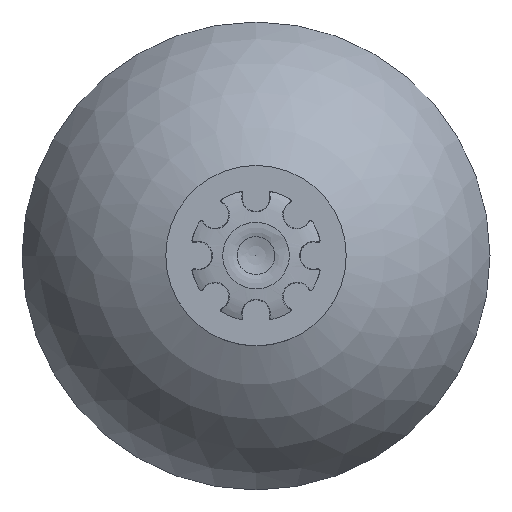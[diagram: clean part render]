
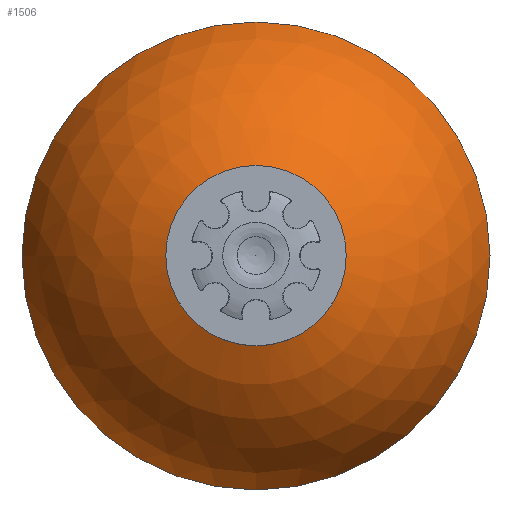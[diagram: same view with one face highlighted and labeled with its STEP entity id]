
A CAD part, top view. The second image highlights one B-rep face of the part: STEP entity #1506.
In plain terms, the highlighted spherical face has radius 13.229 mm.
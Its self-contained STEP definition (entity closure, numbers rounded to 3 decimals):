
#189=SPHERICAL_SURFACE('',#1655,13.229);
#252=FACE_OUTER_BOUND('',#343,.T.);
#343=EDGE_LOOP('',(#1257,#1258,#1259,#1260));
#527=CIRCLE('',#1654,4.85);
#528=CIRCLE('',#1656,13.229);
#529=CIRCLE('',#1657,12.575);
#672=VERTEX_POINT('',#4937);
#673=VERTEX_POINT('',#4941);
#881=EDGE_CURVE('',#672,#672,#527,.T.);
#882=EDGE_CURVE('',#672,#673,#528,.T.);
#883=EDGE_CURVE('',#673,#673,#529,.T.);
#1257=ORIENTED_EDGE('',*,*,#881,.F.);
#1258=ORIENTED_EDGE('',*,*,#882,.T.);
#1259=ORIENTED_EDGE('',*,*,#883,.F.);
#1260=ORIENTED_EDGE('',*,*,#882,.F.);
#1506=ADVANCED_FACE('',(#252),#189,.T.);
#1654=AXIS2_PLACEMENT_3D('',#4939,#1942,#1943);
#1655=AXIS2_PLACEMENT_3D('',#4940,#1944,#1945);
#1656=AXIS2_PLACEMENT_3D('',#4942,#1946,#1947);
#1657=AXIS2_PLACEMENT_3D('',#4943,#1948,#1949);
#1942=DIRECTION('center_axis',(0.,0.,1.));
#1943=DIRECTION('ref_axis',(1.,0.,0.));
#1944=DIRECTION('center_axis',(0.,0.,1.));
#1945=DIRECTION('ref_axis',(1.,0.,0.));
#1946=DIRECTION('center_axis',(0.,-1.,0.));
#1947=DIRECTION('ref_axis',(-1.,0.,0.));
#1948=DIRECTION('center_axis',(0.,0.,
-1.));
#1949=DIRECTION('ref_axis',(1.,0.,0.));
#4937=CARTESIAN_POINT('',(-4.85,0.,-0.9));
#4939=CARTESIAN_POINT('Origin',(0.,0.,-0.9));
#4940=CARTESIAN_POINT('Origin',(0.,0.,
-13.208));
#4941=CARTESIAN_POINT('',(-12.575,0.,-9.1));
#4942=CARTESIAN_POINT('Origin',(0.,0.,
-13.208));
#4943=CARTESIAN_POINT('Origin',(0.,0.,
-9.1));
